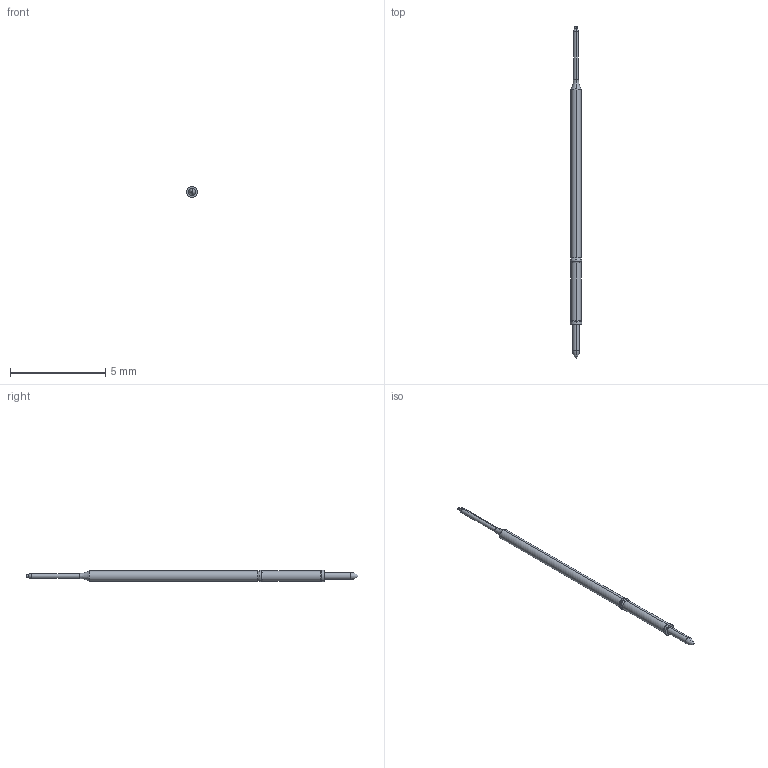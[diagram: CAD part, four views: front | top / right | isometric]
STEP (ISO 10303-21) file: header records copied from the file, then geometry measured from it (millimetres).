
FILE_DESCRIPTION (( 'STEP AP214' ), '1' );
FILE_NAME ('P-X31-TR-2.STEP', '2014-05-30T13:29:27', ( 'spare' ), ( '' ), 'SwSTEP 2.0', 'SolidWorks 2014', '' );
FILE_SCHEMA (( 'AUTOMOTIVE_DESIGN' ));
Length unit declared in the file: inch
Products named in the file (1): P-X31-TR-2
Bounding box: 0.6 x 17.4 x 0.6 mm (x, y, z)
Volume: 3.2 mm3; surface area: 25.7 mm2
Topology: 1 solids, 1 shells, 29 faces, 56 edges, 30 vertices
Faces by surface type: cylinder 14, cone 6, torus 6, plane 3
Entity records: 770 total; most frequent: DIRECTION 152, CARTESIAN_POINT 116, ORIENTED_EDGE 112, AXIS2_PLACEMENT_3D 66, EDGE_CURVE 56, CIRCLE 36, EDGE_LOOP 30, VERTEX_POINT 30
